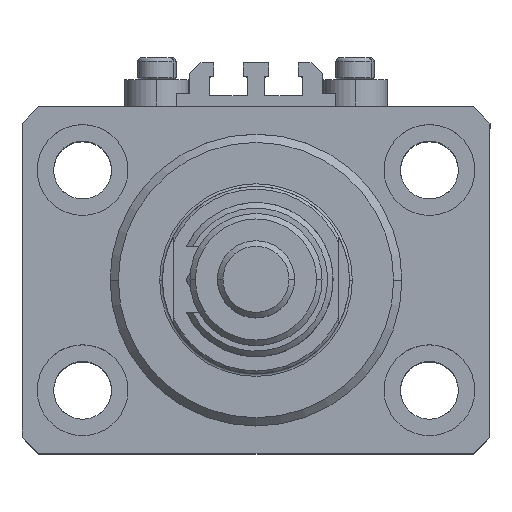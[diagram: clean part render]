
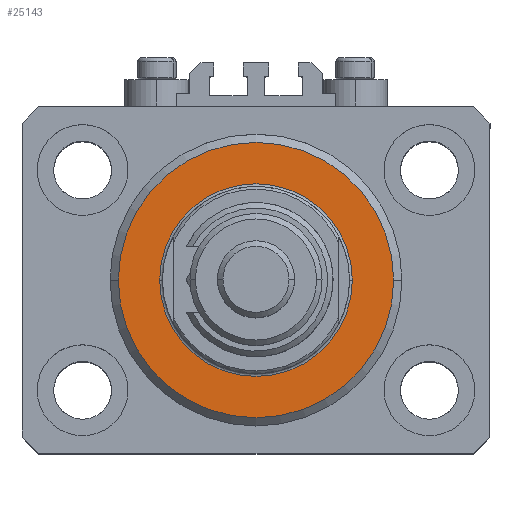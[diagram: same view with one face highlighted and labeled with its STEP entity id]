
A CAD part, top view. The second image highlights one B-rep face of the part: STEP entity #25143.
In plain terms, the highlighted face is planar.
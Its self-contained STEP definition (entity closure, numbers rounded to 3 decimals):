
#1914 = EDGE_CURVE ( 'NONE', #25565, #42653, #14502, .T. ) ;
#4630 = DIRECTION ( 'NONE',  ( 1., 0., 0. ) ) ;
#5828 = CARTESIAN_POINT ( 'NONE',  ( 25., 0., 0. ) ) ;
#6282 = EDGE_LOOP ( 'NONE', ( #30802, #25962 ) ) ;
#7119 = DIRECTION ( 'NONE',  ( 0., 0., -1. ) ) ;
#8059 = DIRECTION ( 'NONE',  ( 1., 0., 0. ) ) ;
#8204 = DIRECTION ( 'NONE',  ( 0., 0., 1. ) ) ;
#8676 = CIRCLE ( 'NONE', #22530, 25. ) ;
#10546 = ORIENTED_EDGE ( 'NONE', *, *, #47903, .T. ) ;
#11451 = DIRECTION ( 'NONE',  ( 1., 0., 0. ) ) ;
#11975 = AXIS2_PLACEMENT_3D ( 'NONE', #42044, #7119, #11451 ) ;
#13801 = DIRECTION ( 'NONE',  ( 0., 0., -1. ) ) ;
#14502 = CIRCLE ( 'NONE', #11975, 25. ) ;
#15341 = CARTESIAN_POINT ( 'NONE',  ( 0., 0., 0. ) ) ;
#15780 = DIRECTION ( 'NONE',  ( 0., 0., 1. ) ) ;
#17020 = CARTESIAN_POINT ( 'NONE',  ( -25., 0., 0. ) ) ;
#20049 = CIRCLE ( 'NONE', #20842, 17.5 ) ;
#20159 = FACE_BOUND ( 'NONE', #24147, .T. ) ;
#20842 = AXIS2_PLACEMENT_3D ( 'NONE', #23853, #35573, #8059 ) ;
#22530 = AXIS2_PLACEMENT_3D ( 'NONE', #36746, #13801, #44650 ) ;
#22901 = CARTESIAN_POINT ( 'NONE',  ( -17.5, 0., 0. ) ) ;
#23731 = EDGE_CURVE ( 'NONE', #26240, #32673, #20049, .T. ) ;
#23853 = CARTESIAN_POINT ( 'NONE',  ( 0., 0., 0. ) ) ;
#24086 = ORIENTED_EDGE ( 'NONE', *, *, #23731, .T. ) ;
#24147 = EDGE_LOOP ( 'NONE', ( #24086, #10546 ) ) ;
#24861 = AXIS2_PLACEMENT_3D ( 'NONE', #46388, #15780, #38979 ) ;
#25143 = ADVANCED_FACE ( 'NONE', ( #20159, #43128 ), #43385, .F. ) ;
#25565 = VERTEX_POINT ( 'NONE', #17020 ) ;
#25868 = AXIS2_PLACEMENT_3D ( 'NONE', #15341, #8204, #4630 ) ;
#25962 = ORIENTED_EDGE ( 'NONE', *, *, #1914, .T. ) ;
#26240 = VERTEX_POINT ( 'NONE', #29351 ) ;
#26493 = CIRCLE ( 'NONE', #24861, 17.5 ) ;
#29351 = CARTESIAN_POINT ( 'NONE',  ( 17.5, 0., 0. ) ) ;
#30802 = ORIENTED_EDGE ( 'NONE', *, *, #50377, .T. ) ;
#32673 = VERTEX_POINT ( 'NONE', #22901 ) ;
#35573 = DIRECTION ( 'NONE',  ( 0., 0., 1. ) ) ;
#36746 = CARTESIAN_POINT ( 'NONE',  ( 0., 0., 0. ) ) ;
#38979 = DIRECTION ( 'NONE',  ( 1., 0., 0. ) ) ;
#42044 = CARTESIAN_POINT ( 'NONE',  ( 0., 0., 0. ) ) ;
#42653 = VERTEX_POINT ( 'NONE', #5828 ) ;
#43128 = FACE_OUTER_BOUND ( 'NONE', #6282, .T. ) ;
#43385 = PLANE ( 'NONE',  #25868 ) ;
#44650 = DIRECTION ( 'NONE',  ( 1., 0., 0. ) ) ;
#46388 = CARTESIAN_POINT ( 'NONE',  ( 0., 0., 0. ) ) ;
#47903 = EDGE_CURVE ( 'NONE', #32673, #26240, #26493, .T. ) ;
#50377 = EDGE_CURVE ( 'NONE', #42653, #25565, #8676, .T. ) ;
